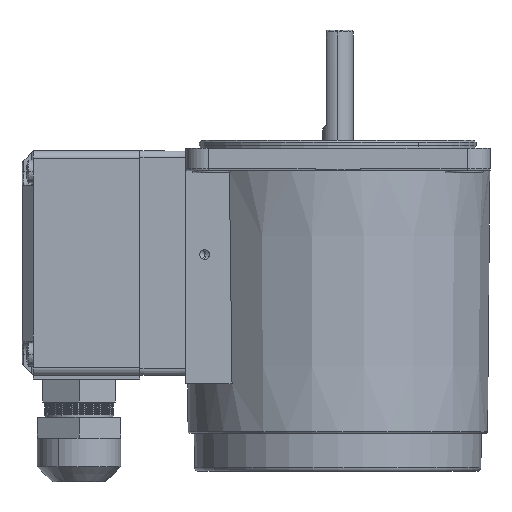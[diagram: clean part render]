
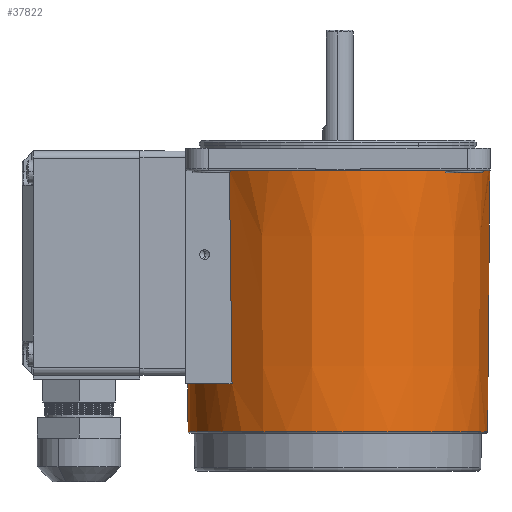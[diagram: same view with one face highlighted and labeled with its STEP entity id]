
A CAD part, left-side view. The second image highlights one B-rep face of the part: STEP entity #37822.
In plain terms, the highlighted conical face has half-angle 0.5 degrees and reference radius 39.35 mm.
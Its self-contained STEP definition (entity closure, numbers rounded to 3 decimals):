
#1337 = AXIS2_PLACEMENT_3D ( 'NONE', #1410, #1409, #1406 ) ;
#1365 = B_SPLINE_CURVE_WITH_KNOTS ( 'NONE', 3,
 ( #1420, #1419, #1418, #1417, #1416, #1415, #1414 ),
 .UNSPECIFIED., .F., .F.,
 ( 4, 3, 4 ),
 ( 0.064, 0.078, 0.12 ),
 .UNSPECIFIED. ) ;
#1375 = CARTESIAN_POINT ( 'NONE',  ( 0., 0., -6. ) ) ;
#1376 = DIRECTION ( 'NONE',  ( 1., 0., 0. ) ) ;
#1377 = DIRECTION ( 'NONE',  ( 0., 0., 1. ) ) ;
#1378 = CARTESIAN_POINT ( 'NONE',  ( 0., 0., -74.504 ) ) ;
#1379 = AXIS2_PLACEMENT_3D ( 'NONE', #1378, #1377, #1376 ) ;
#1380 = CIRCLE ( 'NONE', #1379, 39.35 ) ;
#1390 = CARTESIAN_POINT ( 'NONE',  ( -27.803, -28., -62. ) ) ;
#1393 = CIRCLE ( 'NONE', #1412, 39.948 ) ;
#1395 = DIRECTION ( 'NONE',  ( 0., 0., 1. ) ) ;
#1400 = CARTESIAN_POINT ( 'NONE',  ( 0., 0., -6. ) ) ;
#1401 = DIRECTION ( 'NONE',  ( 1., 0., 0. ) ) ;
#1402 = DIRECTION ( 'NONE',  ( 0., 0., 1. ) ) ;
#1406 = DIRECTION ( 'NONE',  ( 1., 0., 0. ) ) ;
#1407 = CIRCLE ( 'NONE', #1408, 39.948 ) ;
#1408 = AXIS2_PLACEMENT_3D ( 'NONE', #1375, #1402, #1401 ) ;
#1409 = DIRECTION ( 'NONE',  ( 0., 0., 1. ) ) ;
#1410 = CARTESIAN_POINT ( 'NONE',  ( 0., 0., -74.504 ) ) ;
#1412 = AXIS2_PLACEMENT_3D ( 'NONE', #1400, #1395, #1450 ) ;
#1413 = CONICAL_SURFACE ( 'NONE', #1337, 39.35, 0.009 ) ;
#1414 = CARTESIAN_POINT ( 'NONE',  ( -28.492, -28., -6. ) ) ;
#1415 = CARTESIAN_POINT ( 'NONE',  ( -28.321, -28., -19.992 ) ) ;
#1416 = CARTESIAN_POINT ( 'NONE',  ( -28.149, -28., -33.984 ) ) ;
#1417 = CARTESIAN_POINT ( 'NONE',  ( -27.976, -28., -47.976 ) ) ;
#1418 = CARTESIAN_POINT ( 'NONE',  ( -27.919, -28., -52.651 ) ) ;
#1419 = CARTESIAN_POINT ( 'NONE',  ( -27.861, -28., -57.325 ) ) ;
#1420 = CARTESIAN_POINT ( 'NONE',  ( -27.803, -28., -62. ) ) ;
#1421 = FACE_OUTER_BOUND ( 'NONE', #37808, .T. ) ;
#1450 = DIRECTION ( 'NONE',  ( 1., 0., 0. ) ) ;
#1468 = DIRECTION ( 'NONE',  ( 0., 1., 0. ) ) ;
#1469 = DIRECTION ( 'NONE',  ( 0., 0., 1. ) ) ;
#1470 = CARTESIAN_POINT ( 'NONE',  ( 0., 0., -62. ) ) ;
#1471 = AXIS2_PLACEMENT_3D ( 'NONE', #1470, #1469, #1468 ) ;
#1486 = CIRCLE ( 'NONE', #1471, 39.459 ) ;
#4419 = VERTEX_POINT ( 'NONE', #23518 ) ;
#4439 = EDGE_CURVE ( 'NONE', #4600, #4609, #23613, .T. ) ;
#4497 = EDGE_CURVE ( 'NONE', #4506, #4512, #23665, .T. ) ;
#4506 = VERTEX_POINT ( 'NONE', #23746 ) ;
#4507 = EDGE_CURVE ( 'NONE', #4547, #4515, #23724, .T. ) ;
#4512 = VERTEX_POINT ( 'NONE', #23783 ) ;
#4515 = VERTEX_POINT ( 'NONE', #23726 ) ;
#4547 = VERTEX_POINT ( 'NONE', #23836 ) ;
#4600 = VERTEX_POINT ( 'NONE', #23927 ) ;
#4609 = VERTEX_POINT ( 'NONE', #23965 ) ;
#13081 = VERTEX_POINT ( 'NONE', #24786 ) ;
#13082 = EDGE_CURVE ( 'NONE', #4419, #13081, #24747, .T. ) ;
#23518 = CARTESIAN_POINT ( 'NONE',  ( 39.35, 0., -74.504 ) ) ;
#23573 = DIRECTION ( 'NONE',  ( -0.009, 0., 1. ) ) ;
#23574 = VECTOR ( 'NONE', #23573, 1000. ) ;
#23612 = CARTESIAN_POINT ( 'NONE',  ( -39.35, 0., -74.504 ) ) ;
#23613 = LINE ( 'NONE', #23612, #23574 ) ;
#23665 = CIRCLE ( 'NONE', #23741, 39.948 ) ;
#23720 = DIRECTION ( 'NONE',  ( 1., 0., 0. ) ) ;
#23721 = DIRECTION ( 'NONE',  ( 0., 0., 1. ) ) ;
#23722 = CARTESIAN_POINT ( 'NONE',  ( 0., 0., -6. ) ) ;
#23723 = AXIS2_PLACEMENT_3D ( 'NONE', #23722, #23721, #23720 ) ;
#23724 = CIRCLE ( 'NONE', #23723, 39.948 ) ;
#23726 = CARTESIAN_POINT ( 'NONE',  ( 39.5, -5.964, -6. ) ) ;
#23738 = DIRECTION ( 'NONE',  ( 1., 0., 0. ) ) ;
#23739 = DIRECTION ( 'NONE',  ( 0., 0., 1. ) ) ;
#23740 = CARTESIAN_POINT ( 'NONE',  ( 0., 0., -6. ) ) ;
#23741 = AXIS2_PLACEMENT_3D ( 'NONE', #23740, #23739, #23738 ) ;
#23746 = CARTESIAN_POINT ( 'NONE',  ( -28.492, -28., -6. ) ) ;
#23783 = CARTESIAN_POINT ( 'NONE',  ( -5.964, -39.5, -6. ) ) ;
#23836 = CARTESIAN_POINT ( 'NONE',  ( 5.964, -39.5, -6. ) ) ;
#23927 = CARTESIAN_POINT ( 'NONE',  ( -39.35, 0., -74.504 ) ) ;
#23965 = CARTESIAN_POINT ( 'NONE',  ( -39.459, 0., -62. ) ) ;
#24744 = DIRECTION ( 'NONE',  ( 0.009, 0., 1. ) ) ;
#24745 = CARTESIAN_POINT ( 'NONE',  ( 39.35, 0., -74.504 ) ) ;
#24747 = LINE ( 'NONE', #24745, #24778 ) ;
#24778 = VECTOR ( 'NONE', #24744, 1000. ) ;
#24786 = CARTESIAN_POINT ( 'NONE',  ( 39.948, 0., -6. ) ) ;
#37783 = ORIENTED_EDGE ( 'NONE', *, *, #4439, .F. ) ;
#37808 = EDGE_LOOP ( 'NONE', ( #37783, #37828, #37838, #37825, #37836, #37840, #37833, #37848, #37884 ) ) ;
#37810 = VERTEX_POINT ( 'NONE', #1390 ) ;
#37814 = EDGE_CURVE ( 'NONE', #4600, #4419, #1380, .T. ) ;
#37820 = EDGE_CURVE ( 'NONE', #37810, #4506, #1365, .T. ) ;
#37822 = ADVANCED_FACE ( 'NONE', ( #1421 ), #1413, .T. ) ;
#37825 = ORIENTED_EDGE ( 'NONE', *, *, #37832, .F. ) ;
#37826 = EDGE_CURVE ( 'NONE', #4512, #4547, #1407, .T. ) ;
#37828 = ORIENTED_EDGE ( 'NONE', *, *, #37814, .T. ) ;
#37832 = EDGE_CURVE ( 'NONE', #4515, #13081, #1393, .T. ) ;
#37833 = ORIENTED_EDGE ( 'NONE', *, *, #4497, .F. ) ;
#37836 = ORIENTED_EDGE ( 'NONE', *, *, #4507, .F. ) ;
#37838 = ORIENTED_EDGE ( 'NONE', *, *, #13082, .T. ) ;
#37840 = ORIENTED_EDGE ( 'NONE', *, *, #37826, .F. ) ;
#37848 = ORIENTED_EDGE ( 'NONE', *, *, #37820, .F. ) ;
#37864 = EDGE_CURVE ( 'NONE', #4609, #37810, #1486, .T. ) ;
#37884 = ORIENTED_EDGE ( 'NONE', *, *, #37864, .F. ) ;
